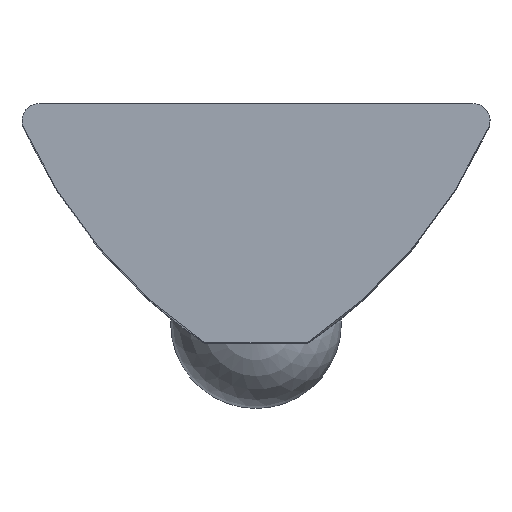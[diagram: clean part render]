
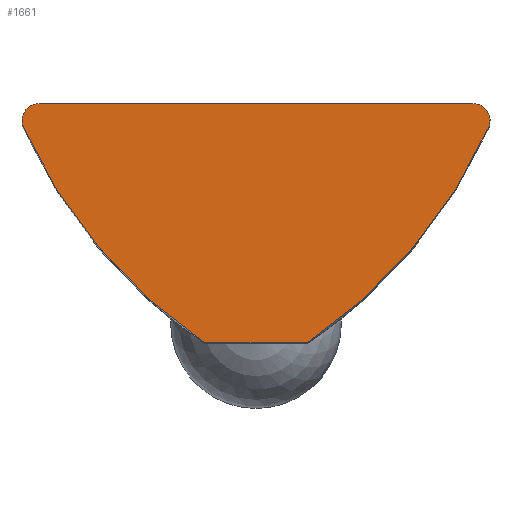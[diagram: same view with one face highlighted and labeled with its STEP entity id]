
A CAD part, top view. The second image highlights one B-rep face of the part: STEP entity #1661.
In plain terms, the highlighted planar face has unit normal (0, 0, 1).
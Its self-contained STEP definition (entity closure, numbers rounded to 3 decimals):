
#6 = VERTEX_POINT ( 'NONE', #1681 ) ;
#32 = EDGE_CURVE ( 'NONE', #1548, #1645, #1097, .T. ) ;
#61 = ORIENTED_EDGE ( 'NONE', *, *, #1572, .T. ) ;
#69 = EDGE_LOOP ( 'NONE', ( #1076, #445, #1436, #318, #549, #61, #894 ) ) ;
#87 = CARTESIAN_POINT ( 'NONE',  ( 6.806, -0.705, 11. ) ) ;
#97 = CARTESIAN_POINT ( 'NONE',  ( 6.35, 0., 11. ) ) ;
#120 = CIRCLE ( 'NONE', #1940, 15. ) ;
#147 = DIRECTION ( 'NONE',  ( 0., 0., 1. ) ) ;
#167 = CARTESIAN_POINT ( 'NONE',  ( 6.35, -0.5, 11. ) ) ;
#176 = PLANE ( 'NONE',  #1334 ) ;
#191 = AXIS2_PLACEMENT_3D ( 'NONE', #1796, #147, #593 ) ;
#212 = EDGE_CURVE ( 'NONE', #959, #1914, #1491, .T. ) ;
#213 = CIRCLE ( 'NONE', #1526, 0.5 ) ;
#314 = LINE ( 'NONE', #1186, #1881 ) ;
#315 = AXIS2_PLACEMENT_3D ( 'NONE', #550, #1744, #1928 ) ;
#318 = ORIENTED_EDGE ( 'NONE', *, *, #1252, .T. ) ;
#347 = DIRECTION ( 'NONE',  ( 1., 0., 0. ) ) ;
#357 = CARTESIAN_POINT ( 'NONE',  ( 6.35, 0., 11. ) ) ;
#445 = ORIENTED_EDGE ( 'NONE', *, *, #890, .T. ) ;
#491 = CARTESIAN_POINT ( 'NONE',  ( -6.35, 0., 11. ) ) ;
#549 = ORIENTED_EDGE ( 'NONE', *, *, #987, .T. ) ;
#550 = CARTESIAN_POINT ( 'NONE',  ( 6.876, 5.444, 11. ) ) ;
#593 = DIRECTION ( 'NONE',  ( 1., 0., 0. ) ) ;
#597 = VERTEX_POINT ( 'NONE', #1049 ) ;
#613 = CARTESIAN_POINT ( 'NONE',  ( -6.876, 5.444, 11. ) ) ;
#676 = CARTESIAN_POINT ( 'NONE',  ( 1.5, -7., 11. ) ) ;
#825 = DIRECTION ( 'NONE',  ( 0., 0., 1. ) ) ;
#829 = DIRECTION ( 'NONE',  ( -1., 0., 0. ) ) ;
#890 = EDGE_CURVE ( 'NONE', #1914, #1548, #1732, .T. ) ;
#894 = ORIENTED_EDGE ( 'NONE', *, *, #1594, .T. ) ;
#924 = DIRECTION ( 'NONE',  ( 1., 0., 0. ) ) ;
#957 = DIRECTION ( 'NONE',  ( -1., 0., 0. ) ) ;
#959 = VERTEX_POINT ( 'NONE', #87 ) ;
#978 = AXIS2_PLACEMENT_3D ( 'NONE', #1263, #825, #1566 ) ;
#987 = EDGE_CURVE ( 'NONE', #597, #6, #1185, .T. ) ;
#1049 = CARTESIAN_POINT ( 'NONE',  ( -6.806, -0.705, 11. ) ) ;
#1076 = ORIENTED_EDGE ( 'NONE', *, *, #212, .T. ) ;
#1097 = CIRCLE ( 'NONE', #191, 0.5 ) ;
#1185 = CIRCLE ( 'NONE', #315, 15. ) ;
#1186 = CARTESIAN_POINT ( 'NONE',  ( 1.5, -7., 11. ) ) ;
#1244 = VERTEX_POINT ( 'NONE', #676 ) ;
#1252 = EDGE_CURVE ( 'NONE', #1645, #597, #213, .T. ) ;
#1263 = CARTESIAN_POINT ( 'NONE',  ( 6.35, -0.5, 11. ) ) ;
#1334 = AXIS2_PLACEMENT_3D ( 'NONE', #167, #1828, #957 ) ;
#1364 = CARTESIAN_POINT ( 'NONE',  ( -6.85, -0.5, 11. ) ) ;
#1436 = ORIENTED_EDGE ( 'NONE', *, *, #32, .T. ) ;
#1491 = CIRCLE ( 'NONE', #978, 0.5 ) ;
#1526 = AXIS2_PLACEMENT_3D ( 'NONE', #1874, #1864, #347 ) ;
#1548 = VERTEX_POINT ( 'NONE', #491 ) ;
#1566 = DIRECTION ( 'NONE',  ( -1., 0., 0. ) ) ;
#1572 = EDGE_CURVE ( 'NONE', #6, #1244, #314, .T. ) ;
#1594 = EDGE_CURVE ( 'NONE', #1244, #959, #120, .T. ) ;
#1645 = VERTEX_POINT ( 'NONE', #1364 ) ;
#1661 = ADVANCED_FACE ( 'NONE', ( #1976 ), #176, .F. ) ;
#1681 = CARTESIAN_POINT ( 'NONE',  ( -1.5, -7., 11. ) ) ;
#1697 = DIRECTION ( 'NONE',  ( 0., 0., 1. ) ) ;
#1706 = DIRECTION ( 'NONE',  ( -1., 0., 0. ) ) ;
#1732 = LINE ( 'NONE', #357, #1780 ) ;
#1744 = DIRECTION ( 'NONE',  ( 0., 0., 1. ) ) ;
#1780 = VECTOR ( 'NONE', #829, 1000. ) ;
#1796 = CARTESIAN_POINT ( 'NONE',  ( -6.35, -0.5, 11. ) ) ;
#1828 = DIRECTION ( 'NONE',  ( 0., 0., -1. ) ) ;
#1864 = DIRECTION ( 'NONE',  ( 0., 0., 1. ) ) ;
#1874 = CARTESIAN_POINT ( 'NONE',  ( -6.35, -0.5, 11. ) ) ;
#1881 = VECTOR ( 'NONE', #924, 1000. ) ;
#1914 = VERTEX_POINT ( 'NONE', #97 ) ;
#1928 = DIRECTION ( 'NONE',  ( 1., 0., 0. ) ) ;
#1940 = AXIS2_PLACEMENT_3D ( 'NONE', #613, #1697, #1706 ) ;
#1976 = FACE_OUTER_BOUND ( 'NONE', #69, .T. ) ;
